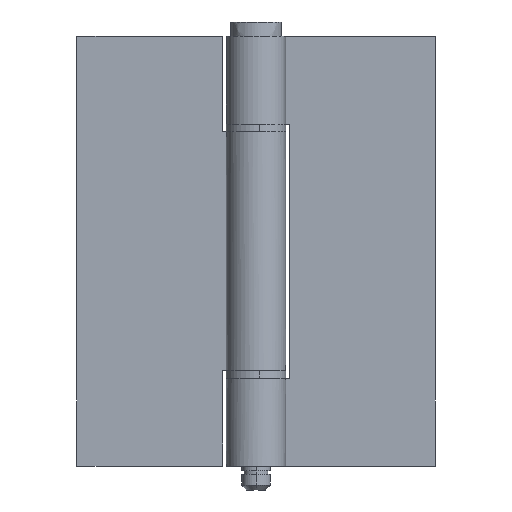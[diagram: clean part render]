
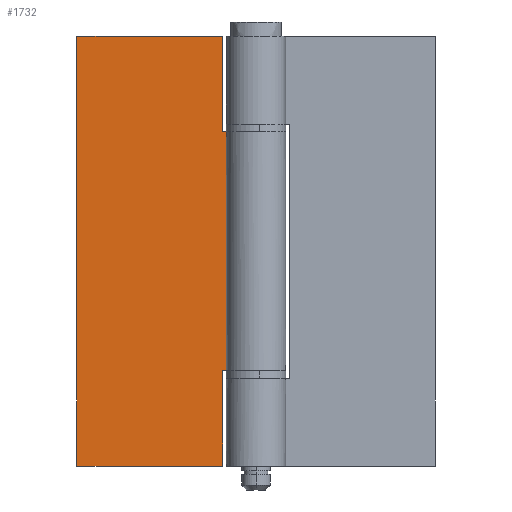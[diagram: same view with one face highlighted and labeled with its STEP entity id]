
A CAD part, front view. The second image highlights one B-rep face of the part: STEP entity #1732.
In plain terms, the highlighted free-form (B-spline) face has degree [1, 1] with [2, 2] control points.
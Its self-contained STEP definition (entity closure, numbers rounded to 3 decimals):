
#1460=CARTESIAN_POINT('',(0.,3.0,20.0));
#1461=VERTEX_POINT('',#1460);
#1481=CARTESIAN_POINT('',(-7.0,3.0,20.0));
#1482=VERTEX_POINT('',#1481);
#1483=CARTESIAN_POINT('',(-7.0,3.0,20.0));
#1484=CARTESIAN_POINT('',(0.,3.0,20.0));
#1485=QUASI_UNIFORM_CURVE('',1,(#1483,#1484),.UNSPECIFIED.,.F.,.U.);
#1486=EDGE_CURVE('',#1482,#1461,#1485,.T.);
#1508=CARTESIAN_POINT('',(-7.0,3.0,0.0));
#1509=VERTEX_POINT('',#1508);
#1523=CARTESIAN_POINT('',(-7.0,3.0,0.0));
#1524=CARTESIAN_POINT('',(-7.0,3.0,20.0));
#1525=QUASI_UNIFORM_CURVE('',1,(#1523,#1524),.UNSPECIFIED.,.F.,.U.);
#1526=EDGE_CURVE('',#1509,#1482,#1525,.T.);
#1545=CARTESIAN_POINT('',(-7.0,3.0,70.));
#1546=VERTEX_POINT('',#1545);
#1552=CARTESIAN_POINT('',(0.,3.0,70.));
#1553=VERTEX_POINT('',#1552);
#1554=CARTESIAN_POINT('',(0.,3.0,70.));
#1555=CARTESIAN_POINT('',(-7.0,3.0,70.));
#1556=QUASI_UNIFORM_CURVE('',1,(#1554,#1555),.UNSPECIFIED.,.F.,.U.);
#1557=EDGE_CURVE('',#1553,#1546,#1556,.T.);
#1622=CARTESIAN_POINT('',(-7.0,3.0,90.));
#1623=VERTEX_POINT('',#1622);
#1629=CARTESIAN_POINT('',(-7.0,3.0,70.));
#1630=CARTESIAN_POINT('',(-7.0,3.0,90.));
#1631=QUASI_UNIFORM_CURVE('',1,(#1629,#1630),.UNSPECIFIED.,.F.,.U.);
#1632=EDGE_CURVE('',#1546,#1623,#1631,.T.);
#1642=CARTESIAN_POINT('',(-37.5,3.0,0.0));
#1643=VERTEX_POINT('',#1642);
#1651=CARTESIAN_POINT('',(-37.5,3.0,90.));
#1652=VERTEX_POINT('',#1651);
#1653=CARTESIAN_POINT('',(-37.5,3.0,90.));
#1654=CARTESIAN_POINT('',(-37.5,3.0,0.0));
#1655=QUASI_UNIFORM_CURVE('',1,(#1653,#1654),.UNSPECIFIED.,.F.,.U.);
#1656=EDGE_CURVE('',#1652,#1643,#1655,.T.);
#1685=CARTESIAN_POINT('',(-7.0,3.0,90.));
#1686=CARTESIAN_POINT('',(-37.5,3.0,90.));
#1687=QUASI_UNIFORM_CURVE('',1,(#1685,#1686),.UNSPECIFIED.,.F.,.U.);
#1688=EDGE_CURVE('',#1623,#1652,#1687,.T.);
#1704=CARTESIAN_POINT('',(-7.0,3.0,0.0));
#1705=CARTESIAN_POINT('',(-37.5,3.0,0.0));
#1706=QUASI_UNIFORM_CURVE('',1,(#1704,#1705),.UNSPECIFIED.,.F.,.U.);
#1707=EDGE_CURVE('',#1509,#1643,#1706,.T.);
#1713=CARTESIAN_POINT('',(-39.373,3.0,94.495));
#1714=CARTESIAN_POINT('',(-39.373,3.0,-4.496));
#1715=CARTESIAN_POINT('',(1.873,3.0,94.495));
#1716=CARTESIAN_POINT('',(1.873,3.0,-4.496));
#1717=B_SPLINE_SURFACE_WITH_KNOTS('',1,1,((#1713,#1715),(#1714,#1716)),.UNSPECIFIED.,.F.,.F.,.U.,(2,2),(2,2),(0.0,98.991),(0.0,41.246),.UNSPECIFIED.);
#1718=ORIENTED_EDGE('',*,*,#1707,.F.);
#1719=ORIENTED_EDGE('',*,*,#1526,.T.);
#1720=ORIENTED_EDGE('',*,*,#1486,.T.);
#1721=CARTESIAN_POINT('',(0.,3.0,70.));
#1722=CARTESIAN_POINT('',(0.,3.0,20.0));
#1723=QUASI_UNIFORM_CURVE('',1,(#1721,#1722),.UNSPECIFIED.,.F.,.U.);
#1724=EDGE_CURVE('',#1553,#1461,#1723,.T.);
#1725=ORIENTED_EDGE('',*,*,#1724,.F.);
#1726=ORIENTED_EDGE('',*,*,#1557,.T.);
#1727=ORIENTED_EDGE('',*,*,#1632,.T.);
#1728=ORIENTED_EDGE('',*,*,#1688,.T.);
#1729=ORIENTED_EDGE('',*,*,#1656,.T.);
#1730=EDGE_LOOP('',(#1718,#1719,#1720,#1725,#1726,#1727,#1728,#1729));
#1731=FACE_OUTER_BOUND('',#1730,.T.);
#1732=ADVANCED_FACE('',(#1731),#1717,.T.);
